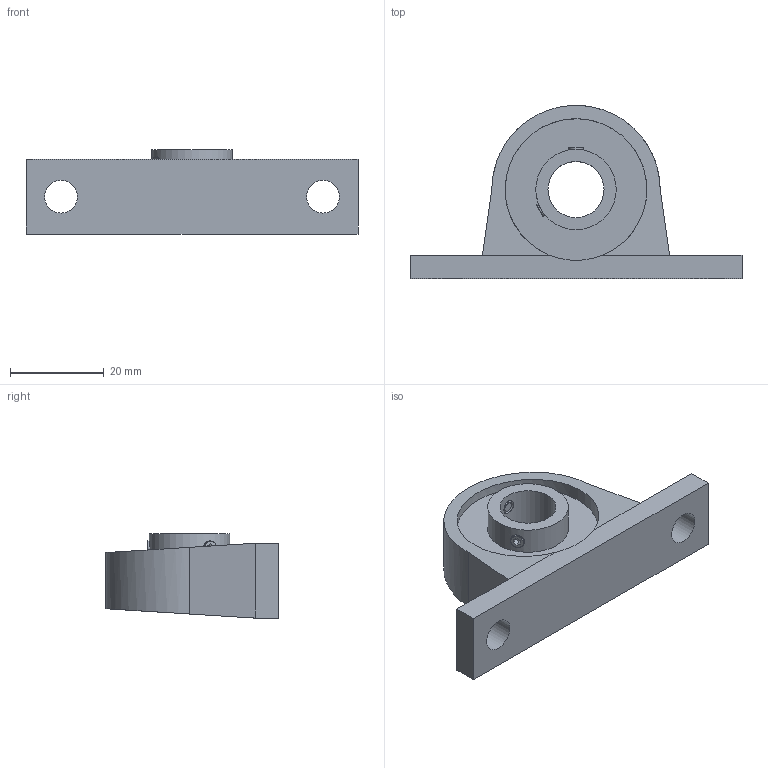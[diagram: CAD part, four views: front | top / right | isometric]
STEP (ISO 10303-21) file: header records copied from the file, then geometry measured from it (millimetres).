
FILE_DESCRIPTION( ( 'STEP AP203' ), '1' );
FILE_NAME( 'USP001JS6_2_03.stp', ' ', ( ' ' ), ( ' ' ), 'PSStep 15.0.47', 'PARTsolutions', ' ' );
FILE_SCHEMA( ( 'CONFIG_CONTROL_DESIGN' ) );
Length unit declared in the file: millimetre
Products named in the file (2): USP001JS6; HI_SU001S6-Housing
Assembly tree (1 placements, depth 2):
  USP001JS6
    HI_SU001S6-Housing
Bounding box: 71 x 36.98 x 18 mm (x, y, z)
Volume: 15733 mm3; surface area: 7093.3 mm2
Topology: 1 solids, 1 shells, 49 faces, 114 edges, 75 vertices
Faces by surface type: plane 33, cylinder 12, torus 2, cone 2
Full cylindrical faces by diameter (mm): 3 x4, 7 x2, 12 x1, 17.2 x2, 30.3 x2
Entity records: 1535 total; most frequent: CARTESIAN_POINT 411, DIRECTION 216, ORIENTED_EDGE 184, EDGE_CURVE 92, EDGE_LOOP 78, AXIS2_PLACEMENT_3D 77, VERTEX_POINT 68, FACE_OUTER_BOUND 62
